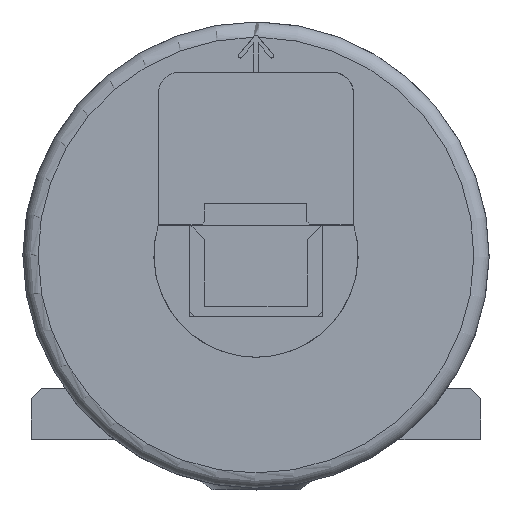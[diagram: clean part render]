
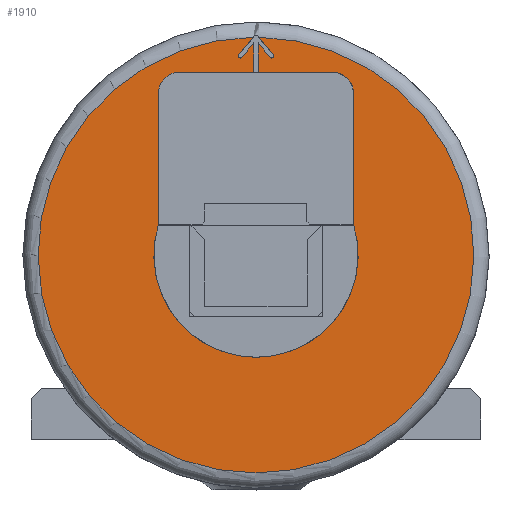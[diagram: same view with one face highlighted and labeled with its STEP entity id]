
A CAD part, top view. The second image highlights one B-rep face of the part: STEP entity #1910.
In plain terms, the highlighted face is planar.
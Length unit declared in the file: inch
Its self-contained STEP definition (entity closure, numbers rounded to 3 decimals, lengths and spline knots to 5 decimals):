
#159=LINE('',#3106,#326);
#161=LINE('',#3112,#328);
#165=LINE('',#3120,#332);
#169=LINE('',#3129,#336);
#172=LINE('',#3143,#339);
#173=LINE('',#3145,#340);
#174=LINE('',#3149,#341);
#175=LINE('',#3153,#342);
#176=LINE('',#3157,#343);
#177=LINE('',#3158,#344);
#326=VECTOR('',#2532,0.3937);
#328=VECTOR('',#2536,0.3937);
#332=VECTOR('',#2540,0.3937);
#336=VECTOR('',#2546,0.3937);
#339=VECTOR('',#2567,0.3937);
#340=VECTOR('',#2568,0.3937);
#341=VECTOR('',#2571,0.3937);
#342=VECTOR('',#2574,0.3937);
#343=VECTOR('',#2577,0.3937);
#344=VECTOR('',#2578,0.3937);
#495=PLANE('',#2136);
#634=FACE_OUTER_BOUND('',#767,.T.);
#767=EDGE_LOOP('',(#1593,#1594,#1595,#1596,#1597,#1598,#1599,#1600,#1601,
#1602,#1603,#1604,#1605,#1606,#1607,#1608));
#859=CIRCLE('',#2129,0.25);
#861=CIRCLE('',#2132,0.25);
#864=CIRCLE('',#2137,0.025);
#865=CIRCLE('',#2138,2.667);
#866=CIRCLE('',#2139,0.025);
#867=CIRCLE('',#2140,1.251);
#988=VERTEX_POINT('',#3100);
#990=VERTEX_POINT('',#3104);
#991=VERTEX_POINT('',#3108);
#993=VERTEX_POINT('',#3111);
#996=VERTEX_POINT('',#3117);
#997=VERTEX_POINT('',#3119);
#999=VERTEX_POINT('',#3125);
#1001=VERTEX_POINT('',#3128);
#1003=VERTEX_POINT('',#3142);
#1004=VERTEX_POINT('',#3144);
#1005=VERTEX_POINT('',#3146);
#1006=VERTEX_POINT('',#3148);
#1007=VERTEX_POINT('',#3150);
#1008=VERTEX_POINT('',#3152);
#1009=VERTEX_POINT('',#3154);
#1010=VERTEX_POINT('',#3156);
#1197=EDGE_CURVE('',#988,#990,#159,.T.);
#1199=EDGE_CURVE('',#993,#991,#161,.T.);
#1203=EDGE_CURVE('',#997,#996,#165,.T.);
#1207=EDGE_CURVE('',#1001,#999,#169,.T.);
#1210=EDGE_CURVE('',#996,#1001,#859,.T.);
#1212=EDGE_CURVE('',#990,#993,#861,.T.);
#1215=EDGE_CURVE('',#991,#1003,#172,.T.);
#1216=EDGE_CURVE('',#1003,#1004,#173,.T.);
#1217=EDGE_CURVE('',#1004,#1005,#864,.T.);
#1218=EDGE_CURVE('',#1005,#1006,#174,.T.);
#1219=EDGE_CURVE('',#1007,#1006,#865,.T.);
#1220=EDGE_CURVE('',#1007,#1008,#175,.T.);
#1221=EDGE_CURVE('',#1008,#1009,#866,.T.);
#1222=EDGE_CURVE('',#1009,#1010,#176,.T.);
#1223=EDGE_CURVE('',#1010,#997,#177,.T.);
#1224=EDGE_CURVE('',#988,#999,#867,.T.);
#1593=ORIENTED_EDGE('',*,*,#1197,.T.);
#1594=ORIENTED_EDGE('',*,*,#1212,.T.);
#1595=ORIENTED_EDGE('',*,*,#1199,.T.);
#1596=ORIENTED_EDGE('',*,*,#1215,.T.);
#1597=ORIENTED_EDGE('',*,*,#1216,.T.);
#1598=ORIENTED_EDGE('',*,*,#1217,.T.);
#1599=ORIENTED_EDGE('',*,*,#1218,.T.);
#1600=ORIENTED_EDGE('',*,*,#1219,.F.);
#1601=ORIENTED_EDGE('',*,*,#1220,.T.);
#1602=ORIENTED_EDGE('',*,*,#1221,.T.);
#1603=ORIENTED_EDGE('',*,*,#1222,.T.);
#1604=ORIENTED_EDGE('',*,*,#1223,.T.);
#1605=ORIENTED_EDGE('',*,*,#1203,.T.);
#1606=ORIENTED_EDGE('',*,*,#1210,.T.);
#1607=ORIENTED_EDGE('',*,*,#1207,.T.);
#1608=ORIENTED_EDGE('',*,*,#1224,.F.);
#1910=ADVANCED_FACE('',(#634),#495,.T.);
#2129=AXIS2_PLACEMENT_3D('',#3134,#2551,#2552);
#2132=AXIS2_PLACEMENT_3D('',#3137,#2557,#2558);
#2136=AXIS2_PLACEMENT_3D('',#3141,#2565,#2566);
#2137=AXIS2_PLACEMENT_3D('',#3147,#2569,#2570);
#2138=AXIS2_PLACEMENT_3D('',#3151,#2572,#2573);
#2139=AXIS2_PLACEMENT_3D('',#3155,#2575,#2576);
#2140=AXIS2_PLACEMENT_3D('',#3159,#2579,#2580);
#2532=DIRECTION('',(0.,1.,0.));
#2536=DIRECTION('',(0.,0.,-1.));
#2540=DIRECTION('',(0.,0.,-1.));
#2546=DIRECTION('',(0.,-1.,0.));
#2551=DIRECTION('center_axis',(-1.,0.,0.));
#2552=DIRECTION('ref_axis',(0.,0.,1.));
#2557=DIRECTION('center_axis',(-1.,0.,0.));
#2558=DIRECTION('ref_axis',(0.,-1.,0.));
#2565=DIRECTION('center_axis',(1.,0.,0.));
#2566=DIRECTION('ref_axis',(0.,0.,-1.));
#2567=DIRECTION('',(0.,1.,0.));
#2568=DIRECTION('',(0.,-0.766,0.643));
#2569=DIRECTION('center_axis',(-1.,0.,0.));
#2570=DIRECTION('ref_axis',(0.,0.643,0.766));
#2571=DIRECTION('',(0.,0.766,-0.643));
#2572=DIRECTION('center_axis',(-1.,0.,0.));
#2573=DIRECTION('ref_axis',(0.,-1.,0.));
#2574=DIRECTION('',(0.,-0.766,-0.643));
#2575=DIRECTION('center_axis',(-1.,0.,0.));
#2576=DIRECTION('ref_axis',(0.,-0.643,0.766));
#2577=DIRECTION('',(0.,0.766,0.643));
#2578=DIRECTION('',(0.,-1.,0.));
#2579=DIRECTION('center_axis',(1.,0.,0.));
#2580=DIRECTION('ref_axis',(0.,0.,-1.));
#3100=CARTESIAN_POINT('',(0.,0.37332,1.194));
#3104=CARTESIAN_POINT('',(0.,1.987,1.194));
#3106=CARTESIAN_POINT('',(0.,0.6255,1.194));
#3108=CARTESIAN_POINT('',(0.,2.237,0.025));
#3111=CARTESIAN_POINT('',(0.,2.237,0.944));
#3112=CARTESIAN_POINT('',(0.,2.237,0.472));
#3117=CARTESIAN_POINT('',(0.,2.237,-0.944));
#3119=CARTESIAN_POINT('',(0.,2.237,-0.025));
#3120=CARTESIAN_POINT('',(0.,2.237,0.472));
#3125=CARTESIAN_POINT('',(0.,0.37332,-1.194));
#3128=CARTESIAN_POINT('',(0.,1.987,-1.194));
#3129=CARTESIAN_POINT('',(0.,1.619,-1.194));
#3134=CARTESIAN_POINT('Origin',(0.,1.987,-0.944));
#3137=CARTESIAN_POINT('Origin',(0.,1.987,0.944));
#3141=CARTESIAN_POINT('Origin',(0.,1.251,0.));
#3142=CARTESIAN_POINT('',(0.,2.59931,0.025));
#3143=CARTESIAN_POINT('',(0.,1.7095,0.025));
#3144=CARTESIAN_POINT('',(0.,2.42193,0.17385));
#3145=CARTESIAN_POINT('',(0.,2.20987,0.35179));
#3146=CARTESIAN_POINT('',(0.,2.45408,0.21215));
#3147=CARTESIAN_POINT('Origin',(0.,2.438,
0.193));
#3148=CARTESIAN_POINT('',(0.,2.66679,0.0336));
#3149=CARTESIAN_POINT('',(0.,2.15341,0.46452));
#3150=CARTESIAN_POINT('',(0.,2.66679,-0.0336));
#3151=CARTESIAN_POINT('Origin',(0.,0.,0.));
#3152=CARTESIAN_POINT('',(0.,2.45407,-0.21215));
#3153=CARTESIAN_POINT('',(0.,2.26783,-0.36848));
#3154=CARTESIAN_POINT('',(0.,2.42193,-0.17385));
#3155=CARTESIAN_POINT('Origin',(0.,2.438,-0.193));
#3156=CARTESIAN_POINT('',(0.,2.59931,-0.025));
#3157=CARTESIAN_POINT('',(0.,2.12118,-0.42622));
#3158=CARTESIAN_POINT('',(0.,1.92516,-0.025));
#3159=CARTESIAN_POINT('Origin',(0.,0.,0.));
